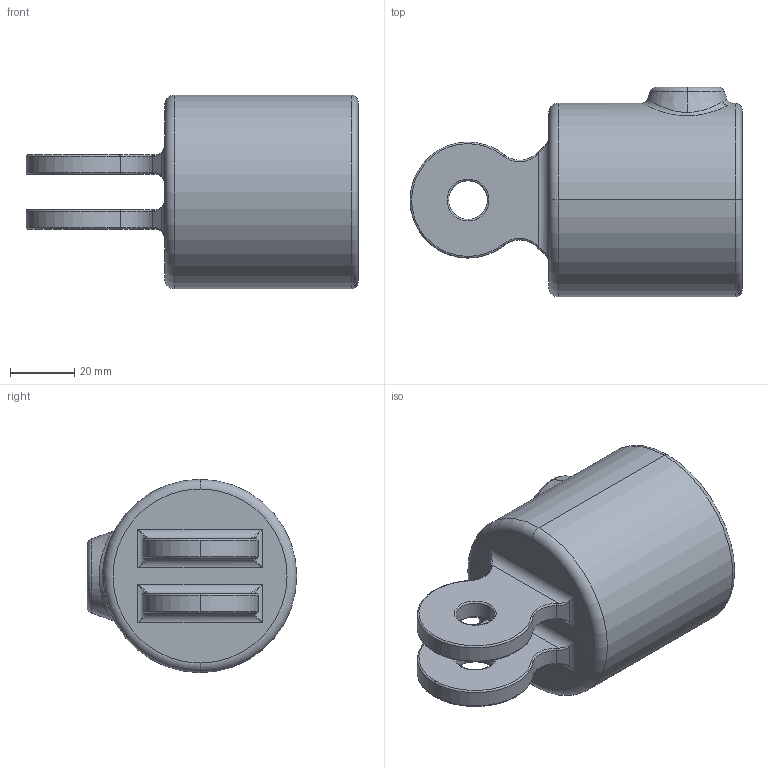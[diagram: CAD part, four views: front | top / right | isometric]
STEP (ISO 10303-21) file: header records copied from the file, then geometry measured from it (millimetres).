
FILE_DESCRIPTION (( 'STEP AP203' ), '1' );
FILE_NAME ('T17300F.STEP', '2018-07-02T14:52:39', ( '' ), ( '' ), 'SwSTEP 2.0', 'SolidWorks 2016', '' );
FILE_SCHEMA (( 'CONFIG_CONTROL_DESIGN' ));
Length unit declared in the file: millimetre
Products named in the file (1): T17300F
Bounding box: 103 x 65 x 60 mm (x, y, z)
Volume: 80238.2 mm3; surface area: 31169.6 mm2
Topology: 1 solids, 1 shells, 95 faces, 218 edges, 121 vertices
Faces by surface type: cylinder 34, torus 29, bspline 18, plane 12, cone 2
Entity records: 3475 total; most frequent: CARTESIAN_POINT 1393, DIRECTION 442, ORIENTED_EDGE 420, EDGE_CURVE 210, AXIS2_PLACEMENT_3D 194, VERTEX_POINT 121, CIRCLE 116, EDGE_LOOP 105
